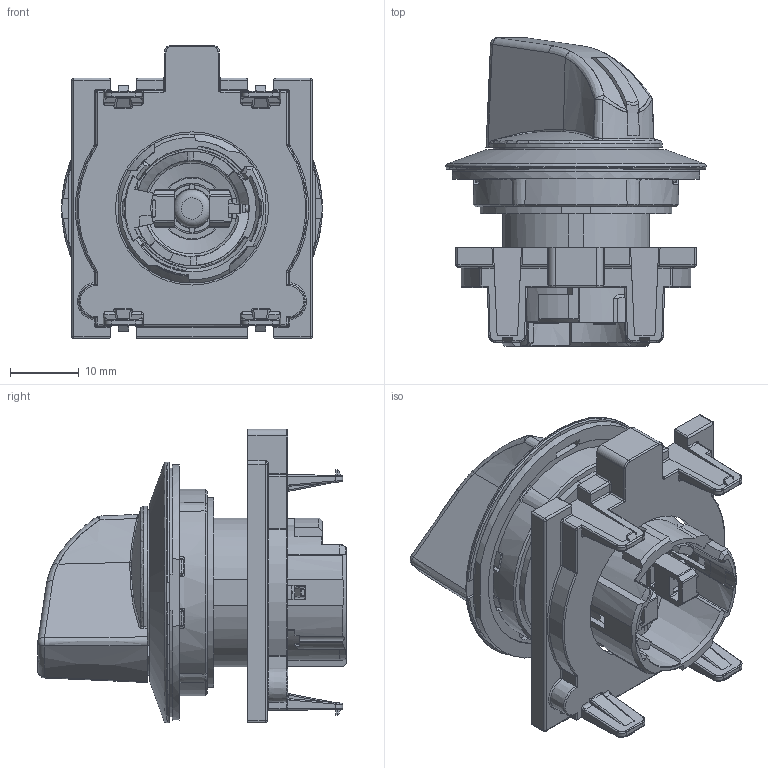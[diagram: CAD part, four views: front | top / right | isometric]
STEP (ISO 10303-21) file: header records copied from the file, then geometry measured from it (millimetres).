
FILE_DESCRIPTION(/* description */ (''),/* implementation_level */ '2;1');
FILE_NAME(/* name */ 'FILE_STP_CAD_DRAWING_LPFS120_CATALOG_prt.stp',/* time_stamp */ '2020-10-16T13:30:29+02:00',/* author */ (''),/* organization */ (''),/* preprocessor_version */ 'ST-DEVELOPER v16.7',/* originating_system */ 'SIEMENS PLM Software NX 12.0',/* authorisation */ '');
FILE_SCHEMA (('AUTOMOTIVE_DESIGN { 1 0 10303 214 3 1 1 1 }'));
Length unit declared in the file: millimetre
Products named in the file (1): LPFS120_CATALOG
Bounding box: 37.99 x 44.98 x 42.8 mm (x, y, z)
Surface area: 12234.2 mm2 (no closed solid volume)
Topology: 0 solids, 46 shells, 878 faces, 2896 edges, 2008 vertices
Faces by surface type: plane 344, cylinder 245, bspline 114, cone 77, torus 45, sphere 29, extrusion 24
Full cylindrical faces by diameter (mm): 1.8 x1, 2.8 x8, 5.3 x3, 5.5 x1, 16.7 x1
Entity records: 37009 total; most frequent: CARTESIAN_POINT 13169, ORIENTED_EDGE 4807, DIRECTION 4504, EDGE_CURVE 2830, VERTEX_POINT 1997, AXIS2_PLACEMENT_3D 1656, VECTOR 1192, LINE 1168
